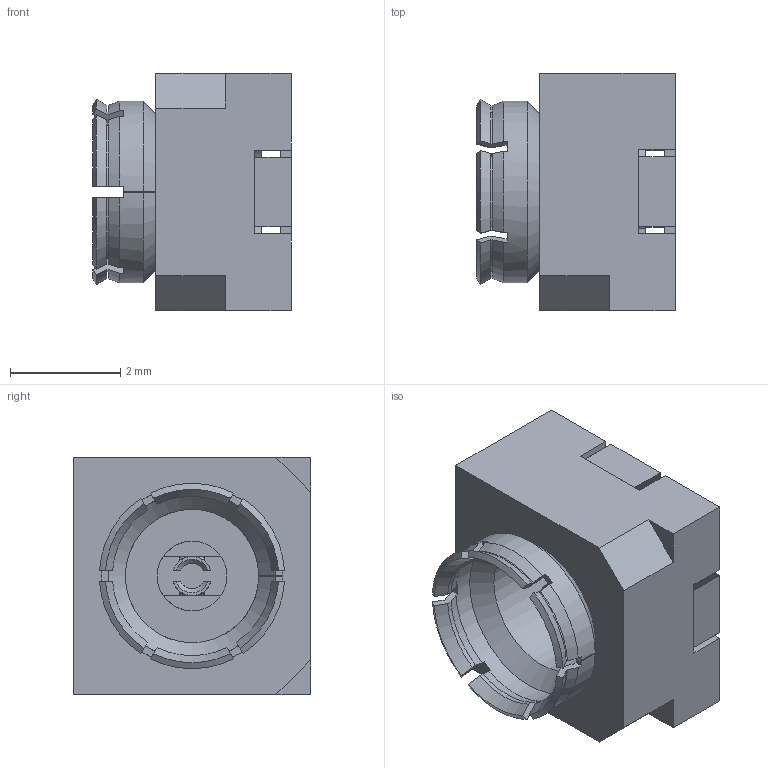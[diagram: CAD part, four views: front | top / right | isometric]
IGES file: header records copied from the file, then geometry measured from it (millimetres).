
Start section:  PTC IGES file: 908-22101t.igs
Global section: file name: 908-22101t.igs; native system: Pro/ENGINEER by Parametric Technology Corporation; preprocessor: 2008010; author: Administrator; organization: Unknown; date: 20091123.103214; units: inch
Bounding box: 3.61 x 4.32 x 4.32 mm (x, y, z)
Surface area: 143.6 mm2 (no closed solid volume)
Topology: 0 solids, 0 shells, 130 faces, 813 edges, 813 vertices
Faces by surface type: bspline 79, revolution 51
